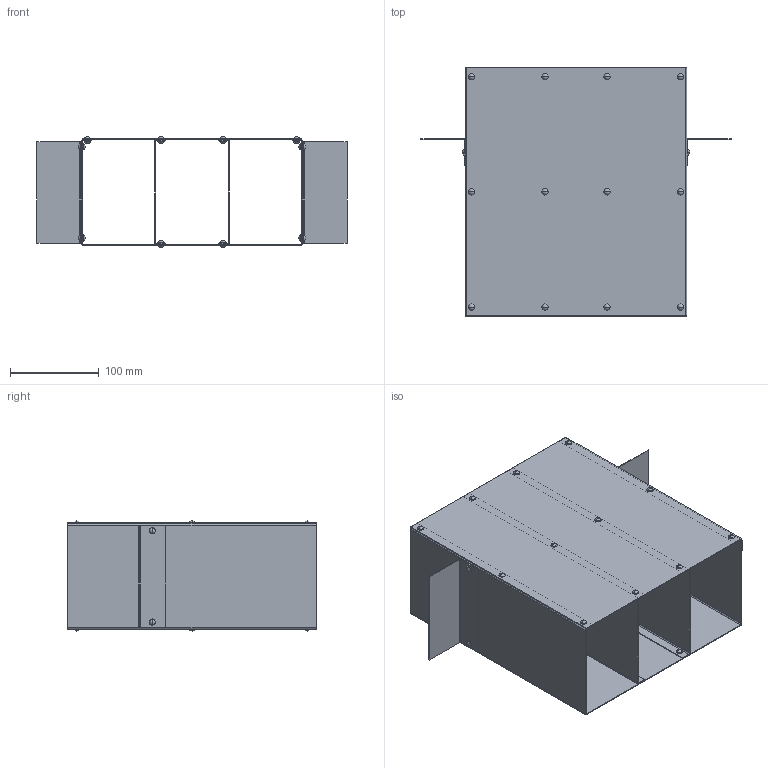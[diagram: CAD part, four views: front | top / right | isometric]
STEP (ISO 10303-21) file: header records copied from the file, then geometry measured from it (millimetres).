
FILE_DESCRIPTION (( 'STEP AP203' ), '1' );
FILE_NAME ('ÌÈ-2051.00.00.000 Ãèëüçà äëÿ ïðîêëàäêè êàáåëÿ 3îòñ. (280õ250õ120) EKF Basic.STEP', '2021-04-26T12:33:11', ( '' ), ( '' ), 'SwSTEP 2.0', 'SolidWorks 2021', '' );
FILE_SCHEMA (( 'CONFIG_CONTROL_DESIGN' ));
Length unit declared in the file: millimetre
Products named in the file (6): 昈-2051.00.00.004 赶鎀鍧; 昈-2051.00.00.002 眈翴錪; ÌÈ-2051.00.00.003 Ïåðåãîðîäêà; ÌÈ-2051.00.00.000 Ãèëüçà äëÿ ïðîêëàäêè êàáåëÿ 3îòñ. (280õ250õ120) EKF Basic; ﾌﾈ-2051.00.00.001 ﾊⅱ髜; rivet 02_din_DIN 660-4x8-St-A-3
Assembly tree (28 placements, depth 2):
  ÌÈ-2051.00.00.000 Ãèëüçà äëÿ ïðîêëàäêè êàáåëÿ 3îòñ. (280õ250õ120) EKF Basic
    ﾌﾈ-2051.00.00.001 ﾊⅱ髜
    ÌÈ-2051.00.00.003 Ïåðåãîðîäêà  x2
    昈-2051.00.00.002 眈翴錪
    昈-2051.00.00.004 赶鎀鍧  x2
    rivet 02_din_DIN 660-4x8-St-A-3  x22
Bounding box: 350 x 280 x 124.8 mm (x, y, z)
Volume: 309399.4 mm3; surface area: 622482.2 mm2
Topology: 28 solids, 28 shells, 380 faces, 892 edges, 524 vertices
Faces by surface type: cylinder 152, plane 140, torus 88
Entity records: 6218 total; most frequent: DIRECTION 956, CARTESIAN_POINT 823, ORIENTED_EDGE 780, EDGE_CURVE 390, AXIS2_PLACEMENT_3D 375, VERTEX_POINT 242, EDGE_LOOP 234, LINE 206
